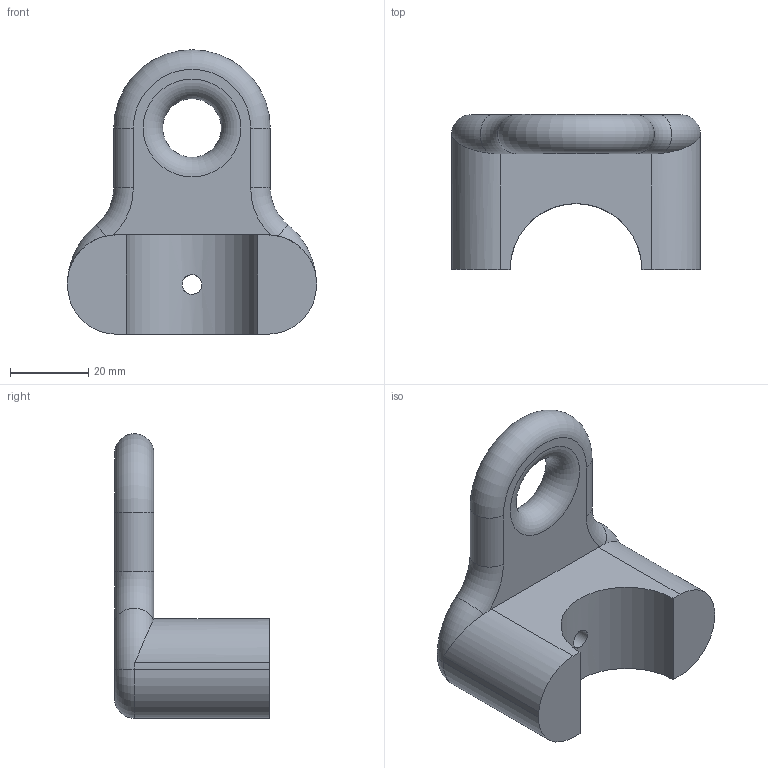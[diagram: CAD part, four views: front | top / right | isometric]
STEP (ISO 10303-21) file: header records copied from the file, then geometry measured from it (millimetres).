
FILE_DESCRIPTION(/* description */ (''),/* implementation_level */ '2;1');
FILE_NAME(/* name */ 'Cord Keeper.step',/* time_stamp */ '2024-06-01T19:37:53-04:00',/* author */ (''),/* organization */ (''),/* preprocessor_version */ 'ST-DEVELOPER v20',/* originating_system */ 'Autodesk Translation Framework v13.14.0.145',/* authorisation */ '');
FILE_SCHEMA (('AUTOMOTIVE_DESIGN { 1 0 10303 214 3 1 1 }'));
Length unit declared in the file: millimetre
Products named in the file (1): FusionComponent
Bounding box: 63.66 x 39.53 x 72.7 mm (x, y, z)
Volume: 59837 mm3; surface area: 12789.4 mm2
Topology: 1 solids, 1 shells, 31 faces, 79 edges, 51 vertices
Faces by surface type: cylinder 14, plane 9, torus 8
Full cylindrical faces by diameter (mm): 5 x1, 10 x1
Entity records: 1080 total; most frequent: CARTESIAN_POINT 242, DIRECTION 183, ORIENTED_EDGE 162, EDGE_CURVE 81, AXIS2_PLACEMENT_3D 76, VERTEX_POINT 53, CIRCLE 44, EDGE_LOOP 36
